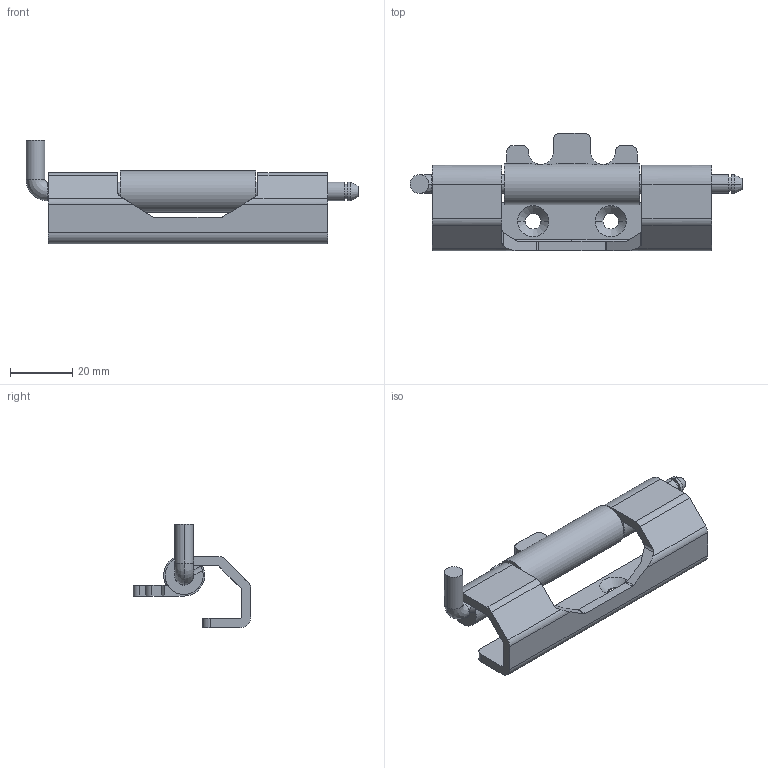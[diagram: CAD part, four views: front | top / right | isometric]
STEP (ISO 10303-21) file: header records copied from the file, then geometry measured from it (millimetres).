
FILE_DESCRIPTION(/* description */ (''),/* implementation_level */ '2;1');
FILE_NAME(/* name */ 'JL058',/* time_stamp */ '2025-12-09T08:10:47+08:00',/* author */ (''),/* organization */ (''),/* preprocessor_version */ 'ST-DEVELOPER v19.2',/* originating_system */ 'Rhino 8.5',/* authorisation */ '');
FILE_SCHEMA (('CONFIG_CONTROL_DESIGN'));
Length unit declared in the file: millimetre
Products named in the file (1): Document
Bounding box: 106.8 x 37.82 x 33.32 mm (x, y, z)
Volume: 21061.4 mm3; surface area: 15662.8 mm2
Topology: 3 solids, 3 shells, 105 faces, 280 edges, 183 vertices
Faces by surface type: cylinder 47, plane 46, bspline 12
Entity records: 4150 total; most frequent: CARTESIAN_POINT 1901, ORIENTED_EDGE 560, EDGE_CURVE 280, DIRECTION 247, VERTEX_POINT 183, AXIS2_PLACEMENT_3D 170, B_SPLINE_CURVE_WITH_KNOTS 149, EDGE_LOOP 111
